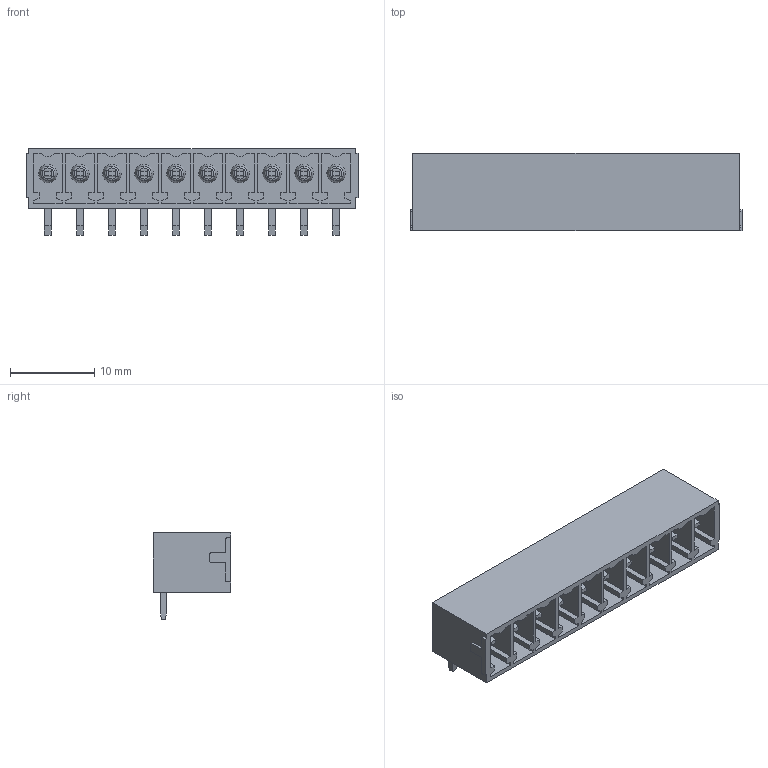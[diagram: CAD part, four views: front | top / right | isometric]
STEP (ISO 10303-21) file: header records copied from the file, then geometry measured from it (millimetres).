
FILE_DESCRIPTION(('CATIA V5 STEP Exchange','CAx-IF Rec.Pracs.--- Model Styling and Organization---1.2---2011-12-15'),'2;1');
FILE_NAME ('D1447415_0', '2018-10-12T04:12:40+00:00', ('none'), ('Weidmueller'), 'CATIA Version 5-6 Release 2014', 'CATIA V5 STEP AP214', 'none');
FILE_SCHEMA(('AUTOMOTIVE_DESIGN { 1 0 10303 214 1 1 1 1 }'));
Length unit declared in the file: millimetre
Products named in the file (1): 1037580000
Bounding box: 39.49 x 9.2 x 10.3 mm (x, y, z)
Volume: 1090.9 mm3; surface area: 3716.6 mm2
Topology: 11 solids, 11 shells, 664 faces, 1846 edges, 1224 vertices
Faces by surface type: plane 586, cylinder 38, cone 20, torus 20
Entity records: 19589 total; most frequent: ORIENTED_EDGE 3692, CARTESIAN_POINT 3487, DIRECTION 2678, EDGE_CURVE 1846, VECTOR 1690, LINE 1690, VERTEX_POINT 1224, EDGE_LOOP 704
